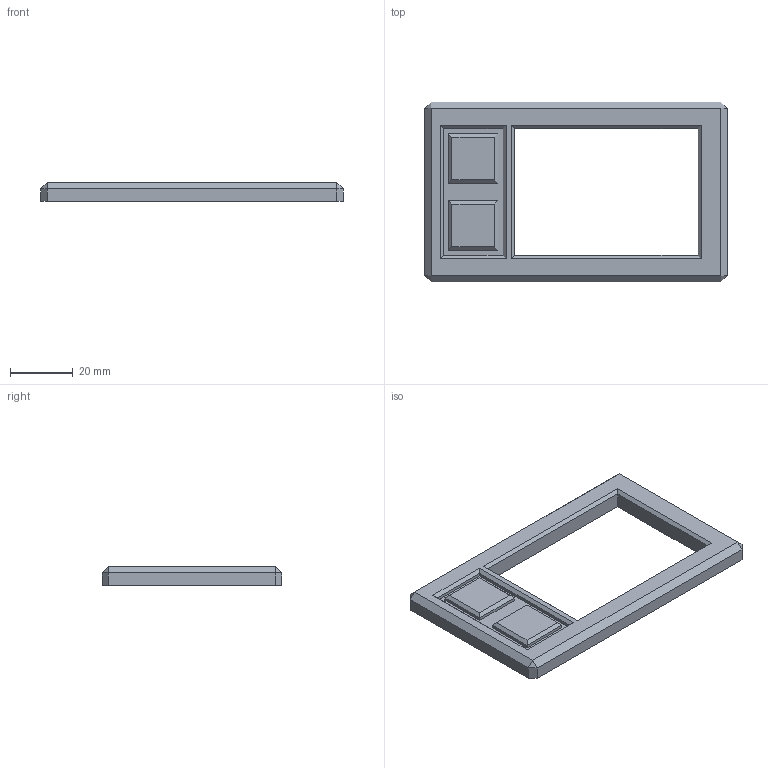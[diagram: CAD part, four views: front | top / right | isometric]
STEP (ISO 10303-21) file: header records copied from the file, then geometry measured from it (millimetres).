
FILE_DESCRIPTION(('FreeCAD Model'),'2;1');
FILE_NAME('Open CASCADE Shape Model','2024-02-25T00:04:35',(''),(''), 'Open CASCADE STEP processor 7.6','FreeCAD','Unknown');
FILE_SCHEMA(('AUTOMOTIVE_DESIGN { 1 0 10303 214 1 1 1 1 }'));
Length unit declared in the file: millimetre
Products named in the file (1): Chamfer001
Bounding box: 96 x 57.1 x 6 mm (x, y, z)
Volume: 17041.5 mm3; surface area: 9410.2 mm2
Topology: 1 solids, 1 shells, 69 faces, 140 edges, 84 vertices
Faces by surface type: plane 61, cylinder 8
Full cylindrical faces by diameter (mm): 3.6 x4, 5.2 x4
Entity records: 1772 total; most frequent: DIRECTION 296, CARTESIAN_POINT 294, ORIENTED_EDGE 280, EDGE_CURVE 140, LINE 124, VECTOR 124, AXIS2_PLACEMENT_3D 86, VERTEX_POINT 84
